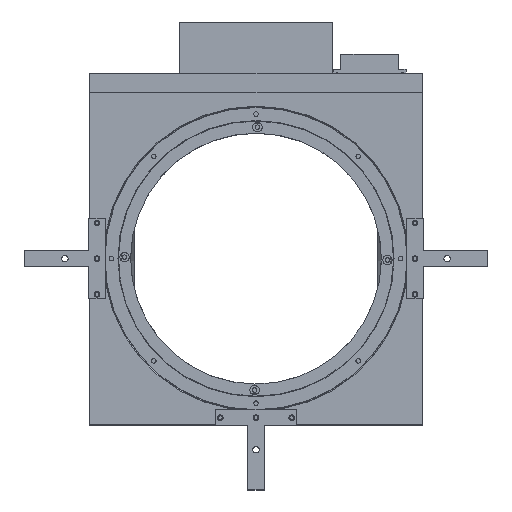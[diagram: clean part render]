
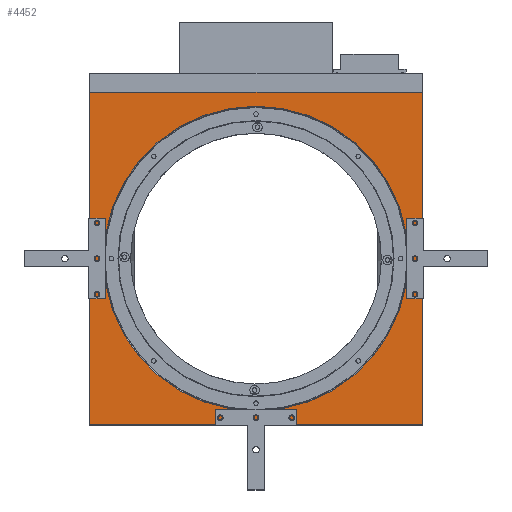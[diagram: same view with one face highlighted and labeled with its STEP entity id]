
A CAD part, top view. The second image highlights one B-rep face of the part: STEP entity #4452.
In plain terms, the highlighted planar face has unit normal (0, 0, 1).
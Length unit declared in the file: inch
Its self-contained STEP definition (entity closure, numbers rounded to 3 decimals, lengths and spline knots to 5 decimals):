
#239=FACE_BOUND('',#978,.T.);
#358=PLANE('',#5058);
#649=FACE_OUTER_BOUND('',#977,.T.);
#977=EDGE_LOOP('',(#3823,#3824,#3825,#3826,#3827,#3828));
#978=EDGE_LOOP('',(#3829));
#1352=LINE('',#7345,#1764);
#1353=LINE('',#7347,#1765);
#1354=LINE('',#7351,#1766);
#1355=LINE('',#7353,#1767);
#1356=LINE('',#7354,#1768);
#1764=VECTOR('',#6070,0.3937);
#1765=VECTOR('',#6071,0.3937);
#1766=VECTOR('',#6074,0.3937);
#1767=VECTOR('',#6075,0.3937);
#1768=VECTOR('',#6076,0.3937);
#2055=CIRCLE('',#5055,5.955);
#2057=CIRCLE('',#5059,6.5);
#2343=VERTEX_POINT('',#7335);
#2345=VERTEX_POINT('',#7343);
#2346=VERTEX_POINT('',#7344);
#2347=VERTEX_POINT('',#7346);
#2348=VERTEX_POINT('',#7348);
#2349=VERTEX_POINT('',#7350);
#2350=VERTEX_POINT('',#7352);
#2859=EDGE_CURVE('',#2343,#2343,#2055,.T.);
#2862=EDGE_CURVE('',#2345,#2346,#1352,.T.);
#2863=EDGE_CURVE('',#2346,#2347,#1353,.T.);
#2864=EDGE_CURVE('',#2347,#2348,#2057,.T.);
#2865=EDGE_CURVE('',#2348,#2349,#1354,.T.);
#2866=EDGE_CURVE('',#2349,#2350,#1355,.T.);
#2867=EDGE_CURVE('',#2350,#2345,#1356,.T.);
#3823=ORIENTED_EDGE('',*,*,#2862,.T.);
#3824=ORIENTED_EDGE('',*,*,#2863,.T.);
#3825=ORIENTED_EDGE('',*,*,#2864,.T.);
#3826=ORIENTED_EDGE('',*,*,#2865,.T.);
#3827=ORIENTED_EDGE('',*,*,#2866,.T.);
#3828=ORIENTED_EDGE('',*,*,#2867,.T.);
#3829=ORIENTED_EDGE('',*,*,#2859,.F.);
#4452=ADVANCED_FACE('',(#649,#239),#358,.T.);
#5055=AXIS2_PLACEMENT_3D('',#7337,#6061,#6062);
#5058=AXIS2_PLACEMENT_3D('',#7342,#6068,#6069);
#5059=AXIS2_PLACEMENT_3D('',#7349,#6072,#6073);
#6061=DIRECTION('center_axis',(0.,0.,1.));
#6062=DIRECTION('ref_axis',(-1.,0.,0.));
#6068=DIRECTION('center_axis',(0.,0.,1.));
#6069=DIRECTION('ref_axis',(-1.,0.,0.));
#6070=DIRECTION('',(1.,0.,0.));
#6071=DIRECTION('',(0.,1.,0.));
#6072=DIRECTION('center_axis',(0.,0.,1.));
#6073=DIRECTION('ref_axis',(-1.,0.,0.));
#6074=DIRECTION('',(0.,1.,0.));
#6075=DIRECTION('',(-1.,0.,0.));
#6076=DIRECTION('',(0.,-1.,0.));
#7335=CARTESIAN_POINT('',(5.955,0.,0.19685));
#7337=CARTESIAN_POINT('Origin',(0.,0.,0.19685));
#7342=CARTESIAN_POINT('Origin',(3.24967,-3.25033,0.19685));
#7343=CARTESIAN_POINT('',(-6.5,-6.5,0.19685));
#7344=CARTESIAN_POINT('',(6.5,-6.5,0.19685));
#7345=CARTESIAN_POINT('',(-6.5,-6.5,0.19685));
#7346=CARTESIAN_POINT('',(6.5,-0.00065,0.19685));
#7347=CARTESIAN_POINT('',(6.5,-6.5,0.19685));
#7348=CARTESIAN_POINT('',(6.5,0.,0.19685));
#7349=CARTESIAN_POINT('Origin',(0.,0.,
0.19685));
#7350=CARTESIAN_POINT('',(6.5,6.5,0.19685));
#7351=CARTESIAN_POINT('',(6.5,-6.5,0.19685));
#7352=CARTESIAN_POINT('',(-6.5,6.5,0.19685));
#7353=CARTESIAN_POINT('',(6.5,6.5,0.19685));
#7354=CARTESIAN_POINT('',(-6.5,6.5,0.19685));
